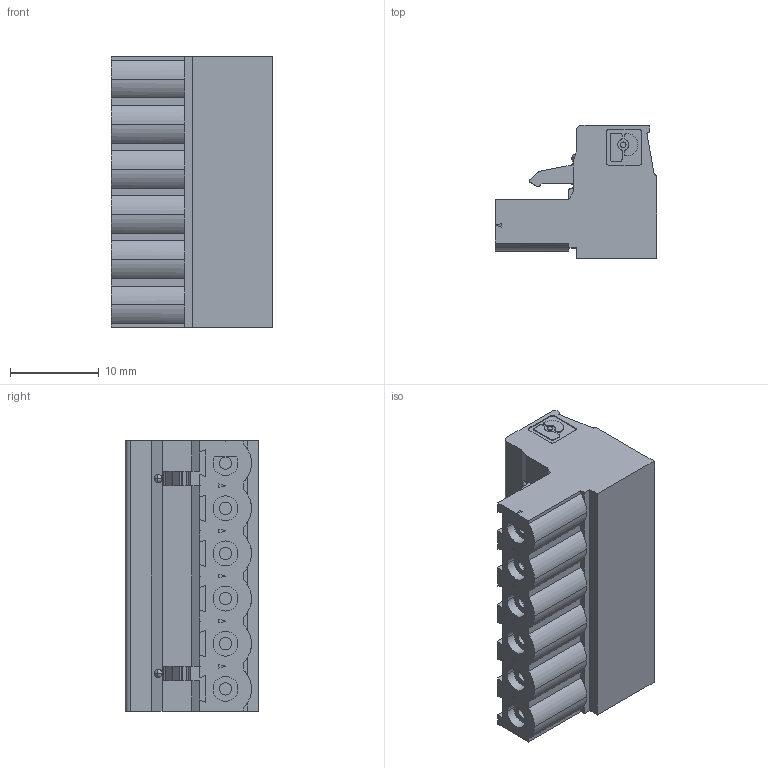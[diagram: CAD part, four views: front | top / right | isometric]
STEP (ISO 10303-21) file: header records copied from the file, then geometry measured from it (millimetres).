
FILE_DESCRIPTION(('STEP AP214'),'1');
FILE_NAME('1912003.stp','2017-10-09T08:57:01',('TraceParts'),('TraceParts S.A.'),'Spatial InterOp 3D',' ',' ');
FILE_SCHEMA(('automotive_design'));
Length unit declared in the file: millimetre
Products named in the file (1): 1912003
Bounding box: 18.2 x 15 x 30.48 mm (x, y, z)
Volume: 5117.1 mm3; surface area: 3115.8 mm2
Topology: 1 solids, 1 shells, 416 faces, 1037 edges, 671 vertices
Faces by surface type: plane 298, cylinder 110, torus 8
Entity records: 16017 total; most frequent: CARTESIAN_POINT 2524, DIRECTION 2123, ORIENTED_EDGE 2070, EDGE_CURVE 1035, LINE 761, VECTOR 761, AXIS2_PLACEMENT_3D 681, VERTEX_POINT 670
